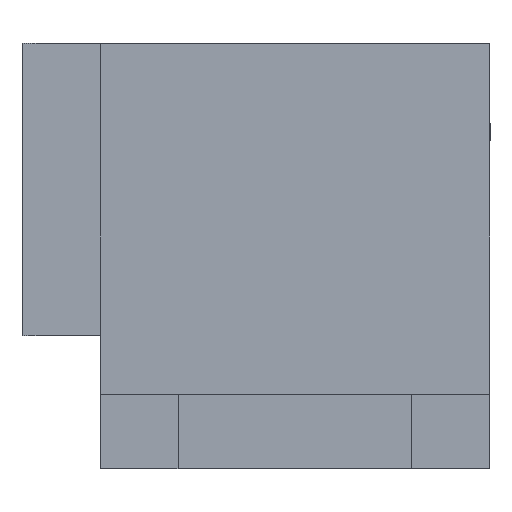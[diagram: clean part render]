
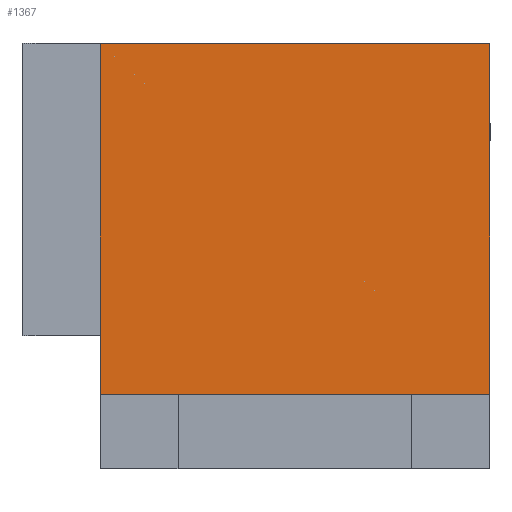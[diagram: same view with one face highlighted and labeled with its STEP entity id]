
A CAD part, left-side view. The second image highlights one B-rep face of the part: STEP entity #1367.
In plain terms, the highlighted planar face has unit normal (-1, 0, 0).
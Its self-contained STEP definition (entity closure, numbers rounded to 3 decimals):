
#5 = CARTESIAN_POINT ( 'NONE',  ( -45.178, 25., 4.247 ) ) ;
#33 = CARTESIAN_POINT ( 'NONE',  ( -45.178, 0., 26.747 ) ) ;
#48 = VERTEX_POINT ( 'NONE', #747 ) ;
#60 = VECTOR ( 'NONE', #391, 1000. ) ;
#69 = CARTESIAN_POINT ( 'NONE',  ( -45.178, 25., 26.747 ) ) ;
#75 = ORIENTED_EDGE ( 'NONE', *, *, #182, .F. ) ;
#99 = CARTESIAN_POINT ( 'NONE',  ( -45.178, 0., 4.247 ) ) ;
#124 = CARTESIAN_POINT ( 'NONE',  ( -45.178, 25., 4.247 ) ) ;
#142 = DIRECTION ( 'NONE',  ( 0., 0., 1. ) ) ;
#182 = EDGE_CURVE ( 'NONE', #1363, #303, #423, .T. ) ;
#191 = LINE ( 'NONE', #5, #734 ) ;
#208 = VECTOR ( 'NONE', #419, 1000. ) ;
#259 = CARTESIAN_POINT ( 'NONE',  ( -45.178, 25., 4.247 ) ) ;
#300 = VECTOR ( 'NONE', #447, 1000. ) ;
#303 = VERTEX_POINT ( 'NONE', #69 ) ;
#332 = ORIENTED_EDGE ( 'NONE', *, *, #1146, .F. ) ;
#356 = EDGE_CURVE ( 'NONE', #1363, #48, #191, .T. ) ;
#391 = DIRECTION ( 'NONE',  ( 0., -1., 0. ) ) ;
#419 = DIRECTION ( 'NONE',  ( 0., 0., 1. ) ) ;
#423 = LINE ( 'NONE', #910, #208 ) ;
#447 = DIRECTION ( 'NONE',  ( 0., 0., 1. ) ) ;
#540 = DIRECTION ( 'NONE',  ( -1., 0., 0. ) ) ;
#578 = AXIS2_PLACEMENT_3D ( 'NONE', #259, #540, #142 ) ;
#676 = EDGE_LOOP ( 'NONE', ( #332, #75, #989, #829 ) ) ;
#734 = VECTOR ( 'NONE', #808, 1000. ) ;
#740 = CARTESIAN_POINT ( 'NONE',  ( -45.178, 25., 26.747 ) ) ;
#747 = CARTESIAN_POINT ( 'NONE',  ( -45.178, 0., 4.247 ) ) ;
#790 = EDGE_CURVE ( 'NONE', #48, #1213, #1298, .T. ) ;
#808 = DIRECTION ( 'NONE',  ( 0., -1., 0. ) ) ;
#811 = LINE ( 'NONE', #740, #60 ) ;
#829 = ORIENTED_EDGE ( 'NONE', *, *, #790, .T. ) ;
#910 = CARTESIAN_POINT ( 'NONE',  ( -45.178, 25., 4.247 ) ) ;
#989 = ORIENTED_EDGE ( 'NONE', *, *, #356, .T. ) ;
#1052 = FACE_OUTER_BOUND ( 'NONE', #676, .T. ) ;
#1146 = EDGE_CURVE ( 'NONE', #303, #1213, #811, .T. ) ;
#1213 = VERTEX_POINT ( 'NONE', #33 ) ;
#1215 = PLANE ( 'NONE',  #578 ) ;
#1298 = LINE ( 'NONE', #99, #300 ) ;
#1363 = VERTEX_POINT ( 'NONE', #124 ) ;
#1367 = ADVANCED_FACE ( 'NONE', ( #1052 ), #1215, .T. ) ;
